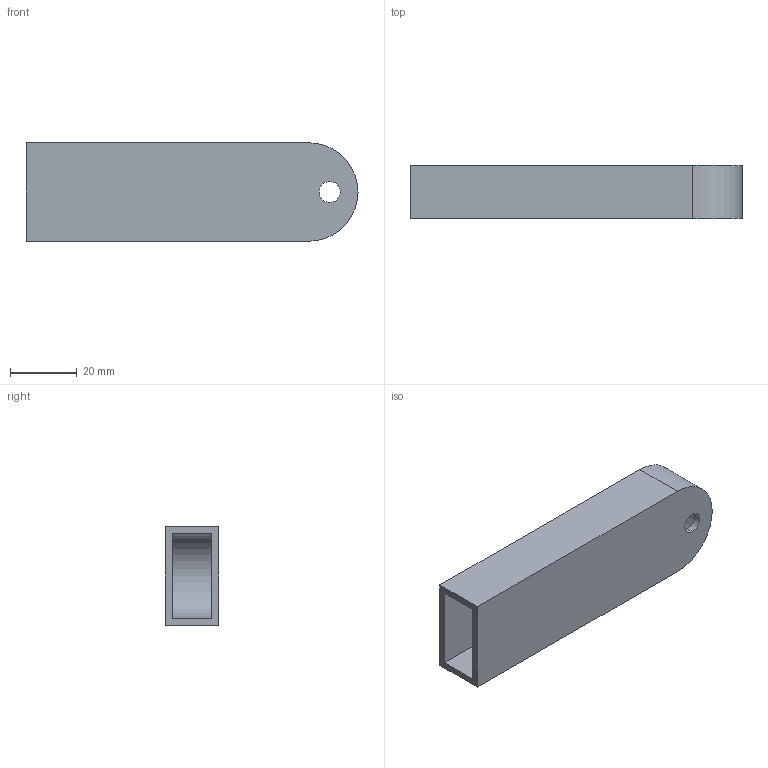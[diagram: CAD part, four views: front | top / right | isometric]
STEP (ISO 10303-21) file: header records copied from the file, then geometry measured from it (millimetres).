
FILE_DESCRIPTION (( 'STEP AP214' ), '1' );
FILE_NAME ('Pico 2 auth stick case COVER.STEP', '2025-12-03T10:54:48', ( '' ), ( '' ), 'SwSTEP 2.0', 'SolidWorks 2024', '' );
FILE_SCHEMA (( 'AUTOMOTIVE_DESIGN' ));
Length unit declared in the file: millimetre
Products named in the file (1): Pico 2 auth stick case COVER
Bounding box: 99.28 x 15.9 x 29.45 mm (x, y, z)
Volume: 16248.1 mm3; surface area: 16505.3 mm2
Topology: 1 solids, 1 shells, 15 faces, 36 edges, 24 vertices
Faces by surface type: plane 9, cylinder 6
Entity records: 473 total; most frequent: DIRECTION 80, CARTESIAN_POINT 76, ORIENTED_EDGE 72, EDGE_CURVE 36, AXIS2_PLACEMENT_3D 28, VECTOR 24, VERTEX_POINT 24, LINE 24
